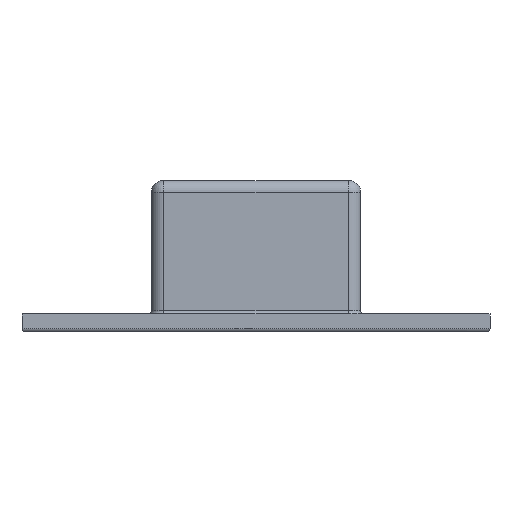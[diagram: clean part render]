
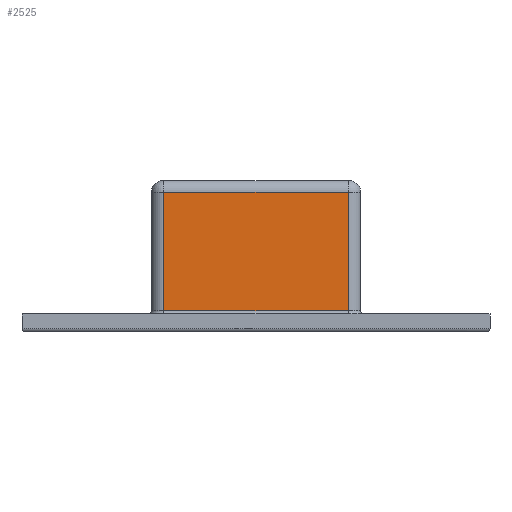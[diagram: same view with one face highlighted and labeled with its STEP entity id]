
A CAD part, front view. The second image highlights one B-rep face of the part: STEP entity #2525.
In plain terms, the highlighted planar face has unit normal (0, -1, 0).
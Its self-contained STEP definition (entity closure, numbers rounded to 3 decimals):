
#354 = AXIS2_PLACEMENT_3D ( 'NONE', #8285, #11003, #11233 ) ;
#484 = CARTESIAN_POINT ( 'NONE',  ( 30.685, -84.275, 11.9 ) ) ;
#550 = ORIENTED_EDGE ( 'NONE', *, *, #9041, .T. ) ;
#1089 = LINE ( 'NONE', #8314, #10184 ) ;
#1360 = CARTESIAN_POINT ( 'NONE',  ( 46.435, -84.275, 11.9 ) ) ;
#1620 = VERTEX_POINT ( 'NONE', #5178 ) ;
#1720 = ORIENTED_EDGE ( 'NONE', *, *, #8604, .F. ) ;
#1812 = VERTEX_POINT ( 'NONE', #11329 ) ;
#2334 = CARTESIAN_POINT ( 'NONE',  ( 46.435, -84.275, 12.9 ) ) ;
#2525 = ADVANCED_FACE ( 'NONE', ( #4016 ), #5668, .F. ) ;
#3217 = LINE ( 'NONE', #2334, #9721 ) ;
#3350 = EDGE_CURVE ( 'NONE', #3549, #1812, #5141, .T. ) ;
#3549 = VERTEX_POINT ( 'NONE', #4680 ) ;
#3632 = DIRECTION ( 'NONE',  ( 0., 0., -1. ) ) ;
#3803 = ORIENTED_EDGE ( 'NONE', *, *, #7775, .T. ) ;
#4016 = FACE_OUTER_BOUND ( 'NONE', #4874, .T. ) ;
#4329 = DIRECTION ( 'NONE',  ( 1., 0., 0. ) ) ;
#4680 = CARTESIAN_POINT ( 'NONE',  ( 30.685, -84.275, 1.75 ) ) ;
#4821 = VECTOR ( 'NONE', #4924, 1000. ) ;
#4874 = EDGE_LOOP ( 'NONE', ( #1720, #550, #3803, #6124 ) ) ;
#4924 = DIRECTION ( 'NONE',  ( -1., 0., 0. ) ) ;
#5141 = LINE ( 'NONE', #11493, #9327 ) ;
#5178 = CARTESIAN_POINT ( 'NONE',  ( 30.685, -84.275, 11.9 ) ) ;
#5668 = PLANE ( 'NONE',  #354 ) ;
#5944 = DIRECTION ( 'NONE',  ( 0., 0., -1. ) ) ;
#6124 = ORIENTED_EDGE ( 'NONE', *, *, #3350, .T. ) ;
#6729 = VERTEX_POINT ( 'NONE', #1360 ) ;
#7775 = EDGE_CURVE ( 'NONE', #1620, #3549, #1089, .T. ) ;
#8285 = CARTESIAN_POINT ( 'NONE',  ( 30.685, -84.275, 12.9 ) ) ;
#8314 = CARTESIAN_POINT ( 'NONE',  ( 30.685, -84.275, 12.9 ) ) ;
#8543 = LINE ( 'NONE', #484, #4821 ) ;
#8604 = EDGE_CURVE ( 'NONE', #6729, #1812, #3217, .T. ) ;
#9041 = EDGE_CURVE ( 'NONE', #6729, #1620, #8543, .T. ) ;
#9327 = VECTOR ( 'NONE', #4329, 1000. ) ;
#9721 = VECTOR ( 'NONE', #5944, 1000. ) ;
#10184 = VECTOR ( 'NONE', #3632, 1000. ) ;
#11003 = DIRECTION ( 'NONE',  ( 0., 1., 0. ) ) ;
#11233 = DIRECTION ( 'NONE',  ( 0., 0., 1. ) ) ;
#11329 = CARTESIAN_POINT ( 'NONE',  ( 46.435, -84.275, 1.75 ) ) ;
#11493 = CARTESIAN_POINT ( 'NONE',  ( 30.685, -84.275, 1.75 ) ) ;
